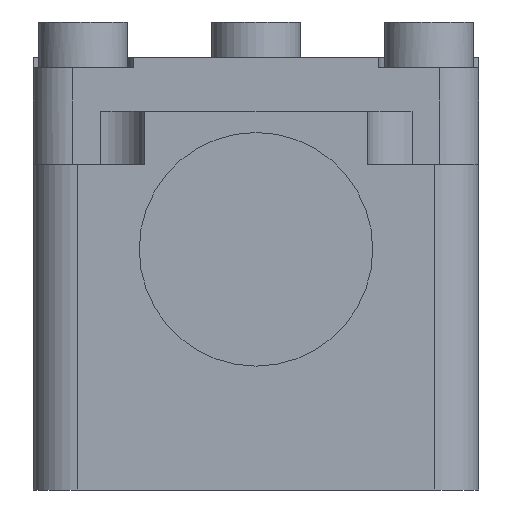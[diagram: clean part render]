
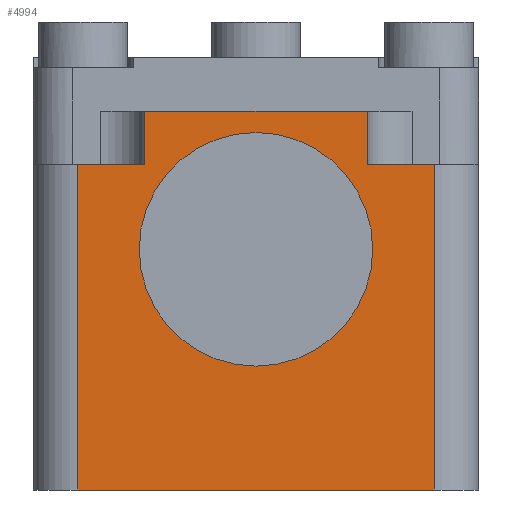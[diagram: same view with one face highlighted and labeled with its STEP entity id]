
A CAD part, front view. The second image highlights one B-rep face of the part: STEP entity #4994.
In plain terms, the highlighted planar face has unit normal (0, -1, 0).
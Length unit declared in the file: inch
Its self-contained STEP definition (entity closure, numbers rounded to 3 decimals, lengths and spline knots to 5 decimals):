
#57 = EDGE_CURVE ( 'NONE', #625, #4235, #4879, .T. ) ;
#113 = FACE_BOUND ( 'NONE', #4556, .T. ) ;
#153 = EDGE_CURVE ( 'NONE', #3839, #368, #4956, .T. ) ;
#170 = CARTESIAN_POINT ( 'NONE',  ( 0.59449, -2.50787, 1.26299 ) ) ;
#198 = LINE ( 'NONE', #247, #521 ) ;
#247 = CARTESIAN_POINT ( 'NONE',  ( -0.19291, -2.50787, 1.14961 ) ) ;
#248 = DIRECTION ( 'NONE',  ( 1., 0., 0. ) ) ;
#267 = CARTESIAN_POINT ( 'NONE',  ( -0.03543, -2.50787, 1.14961 ) ) ;
#279 = VECTOR ( 'NONE', #2795, 39.37008 ) ;
#297 = DIRECTION ( 'NONE',  ( 0., -1., 0. ) ) ;
#346 = EDGE_CURVE ( 'NONE', #368, #3839, #1474, .T. ) ;
#368 = VERTEX_POINT ( 'NONE', #170 ) ;
#391 = VERTEX_POINT ( 'NONE', #4425 ) ;
#467 = CARTESIAN_POINT ( 'NONE',  ( 0.98819, -2.50787, 1.33858 ) ) ;
#512 = EDGE_CURVE ( 'NONE', #4951, #625, #2657, .T. ) ;
#515 = CARTESIAN_POINT ( 'NONE',  ( -0.19291, -2.50787, 1.37795 ) ) ;
#521 = VECTOR ( 'NONE', #1752, 39.37008 ) ;
#528 = VECTOR ( 'NONE', #1756, 39.37008 ) ;
#546 = EDGE_CURVE ( 'NONE', #391, #4951, #3187, .T. ) ;
#591 = CARTESIAN_POINT ( 'NONE',  ( 0.20079, -2.50787, 1.37795 ) ) ;
#625 = VERTEX_POINT ( 'NONE', #1612 ) ;
#644 = LINE ( 'NONE', #591, #1422 ) ;
#725 = EDGE_CURVE ( 'NONE', #4418, #2227, #198, .T. ) ;
#742 = LINE ( 'NONE', #4878, #3666 ) ;
#753 = VECTOR ( 'NONE', #4207, 39.37008 ) ;
#810 = EDGE_CURVE ( 'NONE', #4235, #4713, #742, .T. ) ;
#819 = ORIENTED_EDGE ( 'NONE', *, *, #810, .F. ) ;
#877 = CARTESIAN_POINT ( 'NONE',  ( -0.19291, -2.50787, 0. ) ) ;
#941 = DIRECTION ( 'NONE',  ( 0., 1., 0. ) ) ;
#970 = EDGE_CURVE ( 'NONE', #2470, #4713, #1954, .T. ) ;
#987 = AXIS2_PLACEMENT_3D ( 'NONE', #4139, #297, #1144 ) ;
#1021 = DIRECTION ( 'NONE',  ( 0., 0., -1. ) ) ;
#1144 = DIRECTION ( 'NONE',  ( 0., 0., -1. ) ) ;
#1422 = VECTOR ( 'NONE', #3041, 39.37008 ) ;
#1425 = AXIS2_PLACEMENT_3D ( 'NONE', #515, #941, #4417 ) ;
#1474 = CIRCLE ( 'NONE', #4067, 0.4126 ) ;
#1612 = CARTESIAN_POINT ( 'NONE',  ( 0.98819, -2.50787, 1.14961 ) ) ;
#1628 = EDGE_CURVE ( 'NONE', #2470, #4418, #3642, .T. ) ;
#1672 = PLANE ( 'NONE',  #1425 ) ;
#1695 = ORIENTED_EDGE ( 'NONE', *, *, #153, .F. ) ;
#1752 = DIRECTION ( 'NONE',  ( 1., 0., 0. ) ) ;
#1756 = DIRECTION ( 'NONE',  ( 0., 0., 1. ) ) ;
#1925 = ORIENTED_EDGE ( 'NONE', *, *, #1628, .F. ) ;
#1954 = LINE ( 'NONE', #877, #279 ) ;
#1988 = DIRECTION ( 'NONE',  ( 0., -1., 0. ) ) ;
#2227 = VERTEX_POINT ( 'NONE', #4978 ) ;
#2362 = CARTESIAN_POINT ( 'NONE',  ( 0.59449, -2.50787, 0.85039 ) ) ;
#2470 = VERTEX_POINT ( 'NONE', #3503 ) ;
#2544 = CARTESIAN_POINT ( 'NONE',  ( -0.03543, -2.50787, 1.37795 ) ) ;
#2613 = ORIENTED_EDGE ( 'NONE', *, *, #512, .F. ) ;
#2657 = LINE ( 'NONE', #3779, #753 ) ;
#2698 = ORIENTED_EDGE ( 'NONE', *, *, #4507, .F. ) ;
#2774 = DIRECTION ( 'NONE',  ( 1., 0., 0. ) ) ;
#2795 = DIRECTION ( 'NONE',  ( 1., 0., 0. ) ) ;
#3041 = DIRECTION ( 'NONE',  ( 0., 0., 1. ) ) ;
#3125 = FACE_OUTER_BOUND ( 'NONE', #3397, .T. ) ;
#3138 = ORIENTED_EDGE ( 'NONE', *, *, #346, .F. ) ;
#3187 = LINE ( 'NONE', #3565, #4803 ) ;
#3236 = CARTESIAN_POINT ( 'NONE',  ( -0.19291, -2.50787, 1.14961 ) ) ;
#3397 = EDGE_LOOP ( 'NONE', ( #1925, #4685, #819, #4787, #2613, #4562, #2698, #3515 ) ) ;
#3416 = VECTOR ( 'NONE', #248, 39.37008 ) ;
#3503 = CARTESIAN_POINT ( 'NONE',  ( -0.03543, -2.50787, 0. ) ) ;
#3515 = ORIENTED_EDGE ( 'NONE', *, *, #725, .F. ) ;
#3536 = DIRECTION ( 'NONE',  ( 0., 0., -1. ) ) ;
#3565 = CARTESIAN_POINT ( 'NONE',  ( -0.19291, -2.50787, 1.33858 ) ) ;
#3625 = CARTESIAN_POINT ( 'NONE',  ( 1.22441, -2.50787, 0. ) ) ;
#3642 = LINE ( 'NONE', #2544, #528 ) ;
#3666 = VECTOR ( 'NONE', #1021, 39.37008 ) ;
#3779 = CARTESIAN_POINT ( 'NONE',  ( 0.98819, -2.50787, 1.37795 ) ) ;
#3839 = VERTEX_POINT ( 'NONE', #4785 ) ;
#4067 = AXIS2_PLACEMENT_3D ( 'NONE', #2362, #1988, #3536 ) ;
#4139 = CARTESIAN_POINT ( 'NONE',  ( 0.59449, -2.50787, 0.85039 ) ) ;
#4207 = DIRECTION ( 'NONE',  ( 0., 0., -1. ) ) ;
#4235 = VERTEX_POINT ( 'NONE', #4630 ) ;
#4417 = DIRECTION ( 'NONE',  ( 0., 0., 1. ) ) ;
#4418 = VERTEX_POINT ( 'NONE', #267 ) ;
#4425 = CARTESIAN_POINT ( 'NONE',  ( 0.20079, -2.50787, 1.33858 ) ) ;
#4507 = EDGE_CURVE ( 'NONE', #2227, #391, #644, .T. ) ;
#4556 = EDGE_LOOP ( 'NONE', ( #1695, #3138 ) ) ;
#4562 = ORIENTED_EDGE ( 'NONE', *, *, #546, .F. ) ;
#4630 = CARTESIAN_POINT ( 'NONE',  ( 1.22441, -2.50787, 1.14961 ) ) ;
#4685 = ORIENTED_EDGE ( 'NONE', *, *, #970, .T. ) ;
#4713 = VERTEX_POINT ( 'NONE', #3625 ) ;
#4785 = CARTESIAN_POINT ( 'NONE',  ( 0.59449, -2.50787, 0.4378 ) ) ;
#4787 = ORIENTED_EDGE ( 'NONE', *, *, #57, .F. ) ;
#4803 = VECTOR ( 'NONE', #2774, 39.37008 ) ;
#4878 = CARTESIAN_POINT ( 'NONE',  ( 1.22441, -2.50787, 1.37795 ) ) ;
#4879 = LINE ( 'NONE', #3236, #3416 ) ;
#4951 = VERTEX_POINT ( 'NONE', #467 ) ;
#4956 = CIRCLE ( 'NONE', #987, 0.4126 ) ;
#4978 = CARTESIAN_POINT ( 'NONE',  ( 0.20079, -2.50787, 1.14961 ) ) ;
#4994 = ADVANCED_FACE ( 'NONE', ( #3125, #113 ), #1672, .F. ) ;
